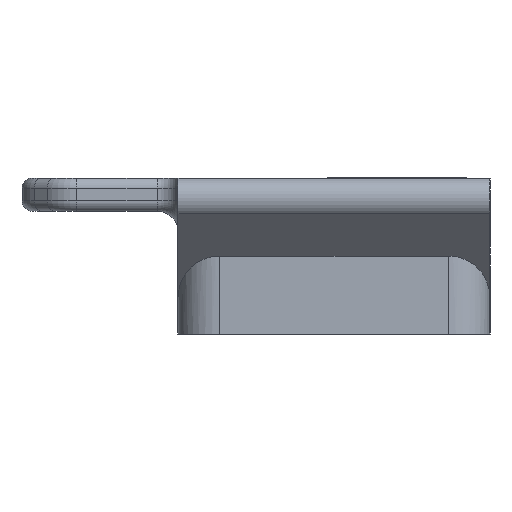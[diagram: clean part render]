
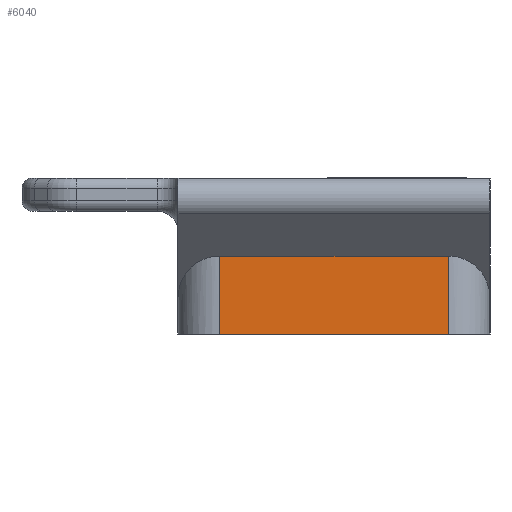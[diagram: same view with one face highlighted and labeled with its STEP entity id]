
A CAD part, left-side view. The second image highlights one B-rep face of the part: STEP entity #6040.
In plain terms, the highlighted planar face has unit normal (-1, 0, 0).
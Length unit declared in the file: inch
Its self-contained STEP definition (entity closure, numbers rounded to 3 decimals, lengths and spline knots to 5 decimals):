
#1106=FACE_OUTER_BOUND('',#1479,.T.);
#1479=EDGE_LOOP('',(#5313,#5314,#5315,#5316));
#1939=LINE('',#10826,#2375);
#1940=LINE('',#10829,#2376);
#1941=LINE('',#10831,#2377);
#1942=LINE('',#10832,#2378);
#2375=VECTOR('',#8843,0.3937);
#2376=VECTOR('',#8846,0.3937);
#2377=VECTOR('',#8847,0.3937);
#2378=VECTOR('',#8848,0.3937);
#2900=VERTEX_POINT('',#10822);
#2901=VERTEX_POINT('',#10824);
#2902=VERTEX_POINT('',#10828);
#2903=VERTEX_POINT('',#10830);
#3780=EDGE_CURVE('',#2901,#2900,#1939,.T.);
#3781=EDGE_CURVE('',#2901,#2902,#1940,.T.);
#3782=EDGE_CURVE('',#2903,#2902,#1941,.T.);
#3783=EDGE_CURVE('',#2900,#2903,#1942,.T.);
#5313=ORIENTED_EDGE('',*,*,#3780,.F.);
#5314=ORIENTED_EDGE('',*,*,#3781,.T.);
#5315=ORIENTED_EDGE('',*,*,#3782,.F.);
#5316=ORIENTED_EDGE('',*,*,#3783,.F.);
#5675=PLANE('',#6837);
#6040=ADVANCED_FACE('',(#1106),#5675,.T.);
#6837=AXIS2_PLACEMENT_3D('',#10827,#8844,#8845);
#8843=DIRECTION('',(0.,0.,-1.));
#8844=DIRECTION('center_axis',(-1.,0.,0.));
#8845=DIRECTION('ref_axis',(0.,0.,-1.));
#8846=DIRECTION('',(0.,1.,0.));
#8847=DIRECTION('',(0.,0.,1.));
#8848=DIRECTION('',(0.,1.,0.));
#10822=CARTESIAN_POINT('',(-0.0225,-0.4,-0.125));
#10824=CARTESIAN_POINT('',(-0.0225,-0.4,0.0625));
#10826=CARTESIAN_POINT('',(-0.0225,-0.4,0.1875));
#10827=CARTESIAN_POINT('Origin',(-0.0225,0.4,0.25));
#10828=CARTESIAN_POINT('',(-0.0225,0.15,0.0625));
#10829=CARTESIAN_POINT('',(-0.0225,0.2,0.0625));
#10830=CARTESIAN_POINT('',(-0.0225,0.15,-0.125));
#10831=CARTESIAN_POINT('',(-0.0225,0.15,0.1875));
#10832=CARTESIAN_POINT('',(-0.0225,0.2,-0.125));
